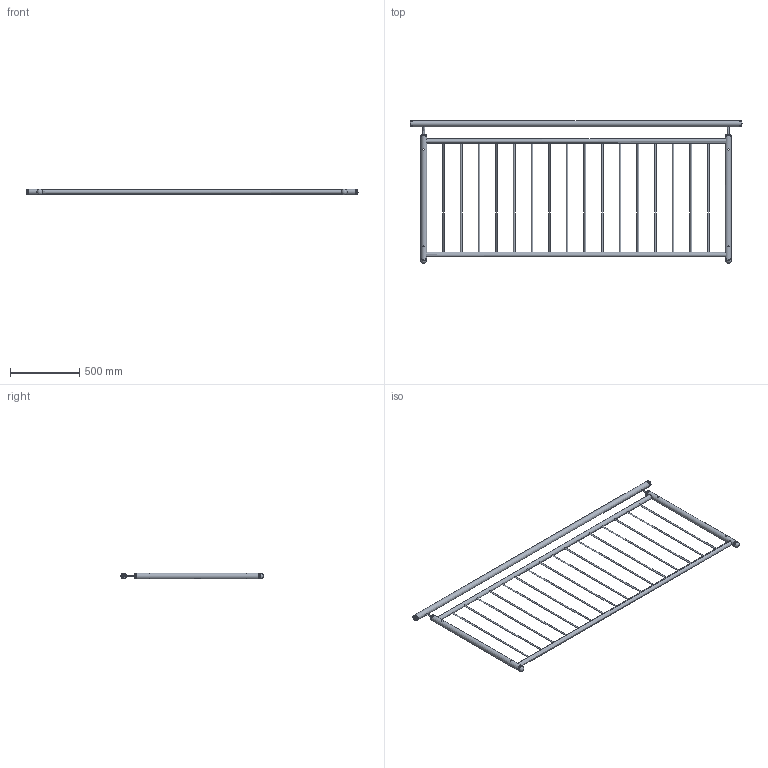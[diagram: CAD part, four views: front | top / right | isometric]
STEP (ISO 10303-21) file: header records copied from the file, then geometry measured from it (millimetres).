
FILE_DESCRIPTION (( 'STEP AP203' ), '1' );
FILE_NAME ('57606-240.step', '2020-03-19T13:17:41', ( '' ), ( '' ), 'SwSTEP 2.0', 'SolidWorks 2015', '' );
FILE_SCHEMA (( 'CONFIG_CONTROL_DESIGN' ));
Length unit declared in the file: millimetre
Products named in the file (18): 50236-240-60; 576XX-240 Teil1; 50236-240-60_50236-240-60; 576XX-240 Teil1_57606-240 Teil1; Stopfen Konfig; 57606-240; Stopfen Konfig_50323-240M8; 576XX-240 Teil2; Stopfen Konfig_50270-240G; 576XX-240 Teil2_576X6-240 Teil2; Stopfen Konfig_50310-240G
Assembly tree (12 placements, depth 2):
  576XX-240 Teil1
  Stopfen Konfig
  Stopfen Konfig
  57606-240
    576XX-240 Teil1_57606-240 Teil1
    576XX-240 Teil2_576X6-240 Teil2
    50236-240-60_50236-240-60  x2
    Stopfen Konfig_50323-240M8  x2
    Stopfen Konfig_50310-240G  x2
    Stopfen Konfig_50270-240G  x2
  Stopfen Konfig
Bounding box: 2399.22 x 1029.45 x 42.4 mm (x, y, z)
Volume: 3431187.2 mm3; surface area: 2443669.8 mm2
Topology: 10 solids, 12 shells, 6682 faces, 16991 edges, 10518 vertices
Faces by surface type: plane 3197, cone 1560, cylinder 1049, bspline 792, sphere 66, torus 18
Full cylindrical faces by diameter (mm): 6 x2, 6.8 x2, 8 x2, 12 x26, 29.7 x2, 33.7 x2, 34.5 x2, 34.6 x2, 37.5 x8, 38.4 x3, 42.4 x9
Entity records: 133311 total; most frequent: CARTESIAN_POINT 53401, ORIENTED_EDGE 17506, DIRECTION 14427, EDGE_CURVE 8753, VERTEX_POINT 5470, AXIS2_PLACEMENT_3D 5450, EDGE_LOOP 3703, LINE 3527
